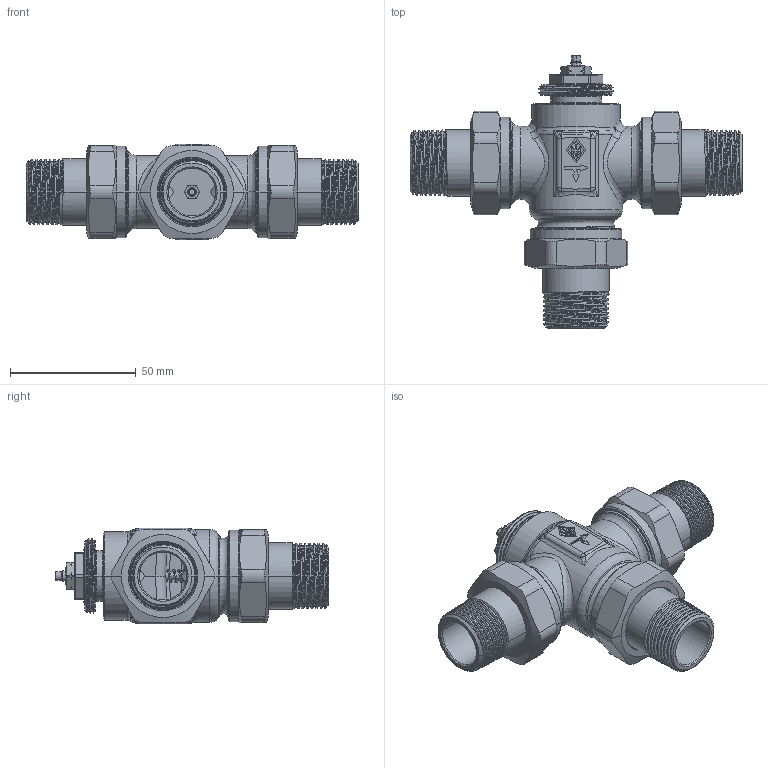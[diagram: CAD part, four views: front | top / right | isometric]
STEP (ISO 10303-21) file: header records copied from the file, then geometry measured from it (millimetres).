
FILE_DESCRIPTION((''),'2;1');
FILE_NAME('4160-23-000-010_SW0001','2014-09-16T',('marann'),(''),'PRO/ENGINEER BY PARAMETRIC TECHNOLOGY CORPORATION, 2011490','PRO/ENGINEER BY PARAMETRIC TECHNOLOGY CORPORATION, 2011490','');
FILE_SCHEMA(('CONFIG_CONTROL_DESIGN'));
Products named in the file (1): 4160-23-000-010_SW0001
Bounding box: 132 x 108.9 x 38 mm (x, y, z)
Volume: 89729.9 mm3; surface area: 50331.4 mm2
Topology: 2 solids, 3 shells, 1075 faces, 2668 edges, 1648 vertices
Faces by surface type: plane 337, cylinder 269, cone 183, bspline 183, torus 85, sphere 18
Entity records: 73879 total; most frequent: CARTESIAN_POINT 50052, ORIENTED_EDGE 5332, DIRECTION 4407, EDGE_CURVE 2666, VERTEX_POINT 1648, AXIS2_PLACEMENT_3D 1645, EDGE_LOOP 1136, VECTOR 1117
